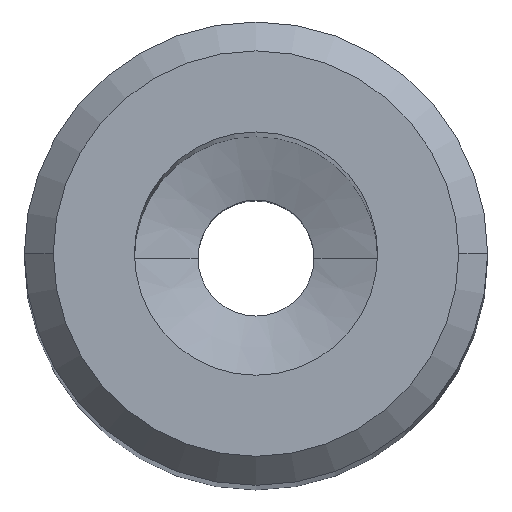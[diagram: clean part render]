
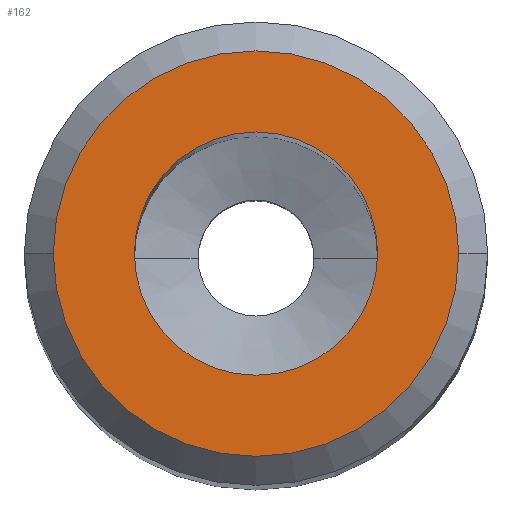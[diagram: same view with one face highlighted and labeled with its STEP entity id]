
A CAD part, top view. The second image highlights one B-rep face of the part: STEP entity #162.
In plain terms, the highlighted planar face has unit normal (0, 0, 1).
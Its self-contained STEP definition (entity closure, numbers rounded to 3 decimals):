
#110=VERTEX_POINT('NONE',#286);
#124=EDGE_CURVE('NONE',#188,#126,#302,.T.);
#126=VERTEX_POINT('NONE',#304);
#162=ADVANCED_FACE('NONE',(#345,#346),#347,.F.);
#174=EDGE_CURVE('NONE',#110,#218,#359,.T.);
#188=VERTEX_POINT('NONE',#375);
#218=VERTEX_POINT('NONE',#409);
#250=EDGE_CURVE('NONE',#126,#188,#445,.T.);
#260=EDGE_CURVE('NONE',#218,#110,#456,.T.);
#286=CARTESIAN_POINT('',(-2.1,0.,47.0));
#302=CIRCLE('',#497,3.5);
#304=CARTESIAN_POINT('',(3.5,0.,47.0));
#345=FACE_OUTER_BOUND('',#552,.T.);
#346=FACE_BOUND('',#553,.T.);
#347=PLANE('',#554);
#359=CIRCLE('',#572,2.1);
#375=CARTESIAN_POINT('',(-3.5,0.0,47.0));
#409=CARTESIAN_POINT('',(2.1,0.0,47.0));
#445=CIRCLE('',#681,3.5);
#456=CIRCLE('',#697,2.1);
#497=AXIS2_PLACEMENT_3D('',#726,#727,#728);
#552=EDGE_LOOP('',(#791,#792));
#553=EDGE_LOOP('',(#793,#794));
#554=AXIS2_PLACEMENT_3D('',#795,#796,#797);
#572=AXIS2_PLACEMENT_3D('',#803,#804,#805);
#681=AXIS2_PLACEMENT_3D('',#914,#915,#916);
#697=AXIS2_PLACEMENT_3D('',#927,#928,#929);
#726=CARTESIAN_POINT('',(0.0,0.0,47.0));
#727=DIRECTION('',(0.0,0.0,1.0));
#728=DIRECTION('',(-1.0,0.0,0.0));
#791=ORIENTED_EDGE('',*,*,#124,.T.);
#792=ORIENTED_EDGE('',*,*,#250,.T.);
#793=ORIENTED_EDGE('',*,*,#260,.F.);
#794=ORIENTED_EDGE('',*,*,#174,.F.);
#795=CARTESIAN_POINT('',(0.0,4.,47.0));
#796=DIRECTION('',(0.0,0.0,-1.0));
#797=DIRECTION('',(0.0,1.0,0.0));
#803=CARTESIAN_POINT('',(0.0,0.0,47.0));
#804=DIRECTION('',(0.0,0.0,1.0));
#805=DIRECTION('',(1.0,0.0,0.0));
#914=CARTESIAN_POINT('',(0.0,0.0,47.0));
#915=DIRECTION('',(0.0,0.0,1.0));
#916=DIRECTION('',(-1.0,0.0,0.0));
#927=CARTESIAN_POINT('',(0.0,0.0,47.0));
#928=DIRECTION('',(0.0,0.0,1.0));
#929=DIRECTION('',(1.0,0.0,0.0));
